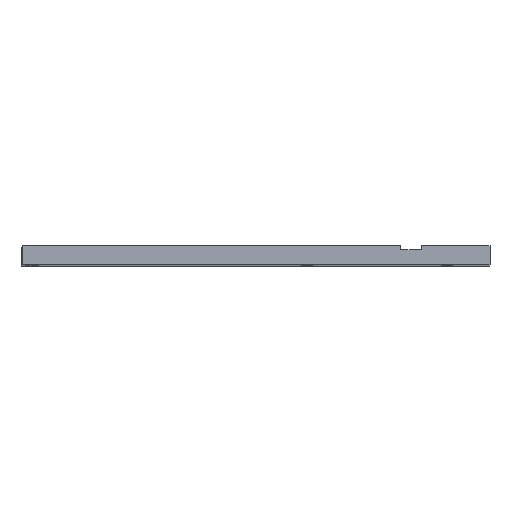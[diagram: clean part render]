
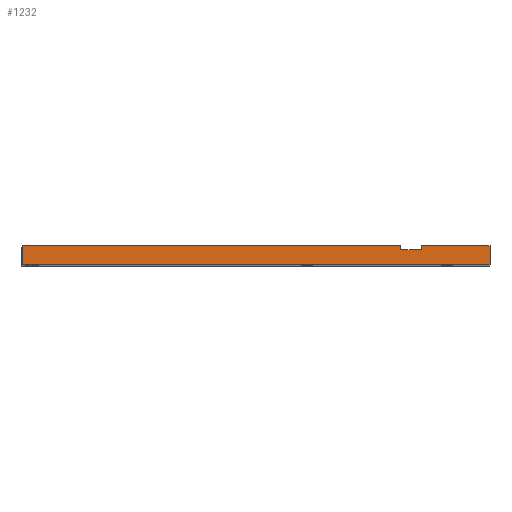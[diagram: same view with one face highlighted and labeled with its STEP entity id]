
A CAD part, top view. The second image highlights one B-rep face of the part: STEP entity #1232.
In plain terms, the highlighted planar face has unit normal (0, 0, 1).
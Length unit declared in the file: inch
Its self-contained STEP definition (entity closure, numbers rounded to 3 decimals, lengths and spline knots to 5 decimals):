
#49 = VERTEX_POINT ( 'NONE', #150 ) ;
#50 = VERTEX_POINT ( 'NONE', #149 ) ;
#61 = VERTEX_POINT ( 'NONE', #140 ) ;
#67 = VERTEX_POINT ( 'NONE', #134 ) ;
#71 = VERTEX_POINT ( 'NONE', #130 ) ;
#120 = CARTESIAN_POINT ( 'NONE',  ( 4.06, 0.235, 8.5 ) ) ;
#122 = CARTESIAN_POINT ( 'NONE',  ( 5.75, 0.235, 8.5 ) ) ;
#124 = CARTESIAN_POINT ( 'NONE',  ( 5.75, -0.235, 8.5 ) ) ;
#130 = CARTESIAN_POINT ( 'NONE',  ( 4.06, 0.135, 8.5 ) ) ;
#134 = CARTESIAN_POINT ( 'NONE',  ( -5.75, -0.235, 8.5 ) ) ;
#140 = CARTESIAN_POINT ( 'NONE',  ( 3.56, 0.135, 8.5 ) ) ;
#149 = CARTESIAN_POINT ( 'NONE',  ( 3.56, 0.235, 8.5 ) ) ;
#150 = CARTESIAN_POINT ( 'NONE',  ( -5.75, 0.235, 8.5 ) ) ;
#193 = VERTEX_POINT ( 'NONE', #124 ) ;
#195 = VERTEX_POINT ( 'NONE', #122 ) ;
#197 = VERTEX_POINT ( 'NONE', #120 ) ;
#296 = DIRECTION ( 'NONE',  ( 0., -1., 0. ) ) ;
#297 = CARTESIAN_POINT ( 'NONE',  ( -5.75, 0.235, 8.5 ) ) ;
#314 = DIRECTION ( 'NONE',  ( 0., -1., 0. ) ) ;
#326 = CARTESIAN_POINT ( 'NONE',  ( 3.56, 0.335, 8.5 ) ) ;
#336 = DIRECTION ( 'NONE',  ( 1., 0., 0. ) ) ;
#349 = CARTESIAN_POINT ( 'NONE',  ( 3.56, 0.135, 8.5 ) ) ;
#352 = DIRECTION ( 'NONE',  ( 1., 0., 0. ) ) ;
#353 = CARTESIAN_POINT ( 'NONE',  ( -5.75, 0.235, 8.5 ) ) ;
#362 = DIRECTION ( 'NONE',  ( 0., 1., 0. ) ) ;
#454 = FACE_OUTER_BOUND ( 'NONE', #1036, .T. ) ;
#750 = EDGE_CURVE ( 'NONE', #197, #195, #1569, .T. ) ;
#797 = EDGE_CURVE ( 'NONE', #71, #197, #1581, .T. ) ;
#805 = EDGE_CURVE ( 'NONE', #49, #50, #1584, .T. ) ;
#816 = EDGE_CURVE ( 'NONE', #61, #71, #1595, .T. ) ;
#837 = EDGE_CURVE ( 'NONE', #50, #61, #1609, .T. ) ;
#849 = EDGE_CURVE ( 'NONE', #49, #67, #1604, .T. ) ;
#862 = AXIS2_PLACEMENT_3D ( 'NONE', #1656, #1667, #1668 ) ;
#1018 = EDGE_CURVE ( 'NONE', #195, #193, #2256, .T. ) ;
#1036 = EDGE_LOOP ( 'NONE', ( #2013, #2014, #2015, #2016, #2017, #1306, #1307, #1308 ) ) ;
#1232 = ADVANCED_FACE ( 'NONE', ( #454 ), #1657, .F. ) ;
#1306 = ORIENTED_EDGE ( 'NONE', *, *, #849, .T. ) ;
#1307 = ORIENTED_EDGE ( 'NONE', *, *, #2267, .T. ) ;
#1308 = ORIENTED_EDGE ( 'NONE', *, *, #1018, .F. ) ;
#1563 = VECTOR ( 'NONE', #2282, 39.37008 ) ;
#1568 = VECTOR ( 'NONE', #352, 39.37008 ) ;
#1569 = LINE ( 'NONE', #2493, #1563 ) ;
#1579 = VECTOR ( 'NONE', #362, 39.37008 ) ;
#1581 = LINE ( 'NONE', #2265, #1579 ) ;
#1584 = LINE ( 'NONE', #353, #1568 ) ;
#1591 = VECTOR ( 'NONE', #336, 39.37008 ) ;
#1595 = LINE ( 'NONE', #349, #1591 ) ;
#1597 = VECTOR ( 'NONE', #296, 39.37008 ) ;
#1604 = LINE ( 'NONE', #297, #1597 ) ;
#1607 = VECTOR ( 'NONE', #314, 39.37008 ) ;
#1609 = LINE ( 'NONE', #326, #1607 ) ;
#1656 = CARTESIAN_POINT ( 'NONE',  ( -5.75, 0.235, 8.5 ) ) ;
#1657 = PLANE ( 'NONE',  #862 ) ;
#1667 = DIRECTION ( 'NONE',  ( 0., 0., -1. ) ) ;
#1668 = DIRECTION ( 'NONE',  ( -1., 0., 0. ) ) ;
#1891 = CARTESIAN_POINT ( 'NONE',  ( -5.75, -0.235, 8.5 ) ) ;
#1892 = DIRECTION ( 'NONE',  ( 1., 0., 0. ) ) ;
#2013 = ORIENTED_EDGE ( 'NONE', *, *, #750, .F. ) ;
#2014 = ORIENTED_EDGE ( 'NONE', *, *, #797, .F. ) ;
#2015 = ORIENTED_EDGE ( 'NONE', *, *, #816, .F. ) ;
#2016 = ORIENTED_EDGE ( 'NONE', *, *, #837, .F. ) ;
#2017 = ORIENTED_EDGE ( 'NONE', *, *, #805, .F. ) ;
#2256 = LINE ( 'NONE', #2422, #2257 ) ;
#2257 = VECTOR ( 'NONE', #2421, 39.37008 ) ;
#2265 = CARTESIAN_POINT ( 'NONE',  ( 4.06, 0.335, 8.5 ) ) ;
#2267 = EDGE_CURVE ( 'NONE', #67, #193, #2549, .T. ) ;
#2282 = DIRECTION ( 'NONE',  ( 1., 0., 0. ) ) ;
#2421 = DIRECTION ( 'NONE',  ( 0., -1., 0. ) ) ;
#2422 = CARTESIAN_POINT ( 'NONE',  ( 5.75, 0.235, 8.5 ) ) ;
#2493 = CARTESIAN_POINT ( 'NONE',  ( -5.75, 0.235, 8.5 ) ) ;
#2549 = LINE ( 'NONE', #1891, #2566 ) ;
#2566 = VECTOR ( 'NONE', #1892, 39.37008 ) ;
